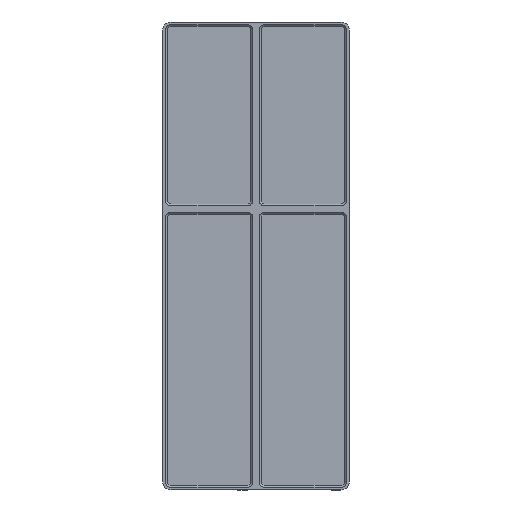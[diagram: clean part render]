
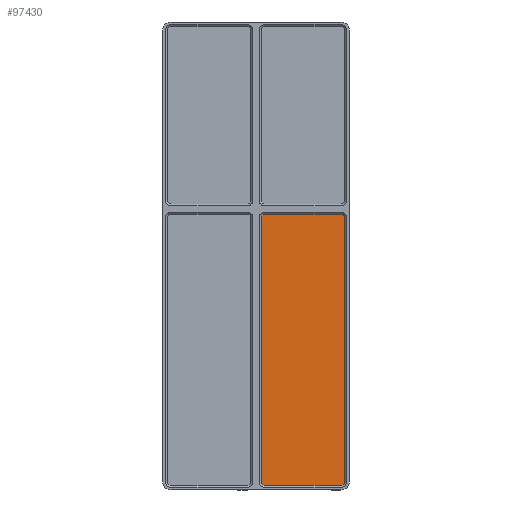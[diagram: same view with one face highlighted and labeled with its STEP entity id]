
A CAD part, top view. The second image highlights one B-rep face of the part: STEP entity #97430.
In plain terms, the highlighted planar face has unit normal (0, 0, 1).
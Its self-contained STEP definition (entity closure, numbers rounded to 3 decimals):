
#95540=CARTESIAN_POINT('',(254.25,206.15,7.));
#95550=VERTEX_POINT('',#95540);
#95580=CARTESIAN_POINT('',(254.25,173.,7.));
#95590=DIRECTION('',(0.,1.,0.));
#95600=VECTOR('',#95590,1.);
#95610=LINE('',#95580,#95600);
#95620=CARTESIAN_POINT('',(254.25,87.85,7.));
#95630=VERTEX_POINT('',#95620);
#95640=EDGE_CURVE('',#95630,#95550,#95610,.T.);
#95940=CARTESIAN_POINT('',(290.15,207.75,7.));
#95950=VERTEX_POINT('',#95940);
#95980=CARTESIAN_POINT('',(257.,207.75,7.));
#95990=DIRECTION('',(1.,0.,0.));
#96000=VECTOR('',#95990,1.);
#96010=LINE('',#95980,#96000);
#96020=CARTESIAN_POINT('',(255.85,207.75,7.));
#96030=VERTEX_POINT('',#96020);
#96040=EDGE_CURVE('',#96030,#95950,#96010,.T.);
#96290=CARTESIAN_POINT('',(255.85,87.85,7.));
#96300=DIRECTION('',(0.,0.,-1.));
#96310=DIRECTION('',(1.,0.,0.));
#96320=AXIS2_PLACEMENT_3D('',#96290,#96300,#96310);
#96330=CIRCLE('',#96320,1.6);
#96340=CARTESIAN_POINT('',(255.85,86.25,7.));
#96350=VERTEX_POINT('',#96340);
#96360=EDGE_CURVE('',#96350,#95630,#96330,.T.);
#96670=CARTESIAN_POINT('',(290.15,86.25,7.));
#96680=VERTEX_POINT('',#96670);
#96710=CARTESIAN_POINT('',(290.15,87.85,7.));
#96720=DIRECTION('',(0.,0.,-1.));
#96730=DIRECTION('',(1.,0.,0.));
#96740=AXIS2_PLACEMENT_3D('',#96710,#96720,#96730);
#96750=CIRCLE('',#96740,1.6);
#96760=CARTESIAN_POINT('',(291.75,87.85,7.));
#96770=VERTEX_POINT('',#96760);
#96780=EDGE_CURVE('',#96770,#96680,#96750,.T.);
#97040=CARTESIAN_POINT('',(273.,189.,7.));
#97050=DIRECTION('',(0.,0.,1.));
#97060=DIRECTION('',(-1.,0.,0.));
#97070=AXIS2_PLACEMENT_3D('',#97040,#97050,#97060);
#97080=PLANE('',#97070);
#97090=ORIENTED_EDGE('',*,*,#96780,.F.);
#97100=CARTESIAN_POINT('',(289.,86.25,7.));
#97110=DIRECTION('',(-1.,0.,0.));
#97120=VECTOR('',#97110,1.);
#97130=LINE('',#97100,#97120);
#97140=EDGE_CURVE('',#96680,#96350,#97130,.T.);
#97150=ORIENTED_EDGE('',*,*,#97140,.F.);
#97160=ORIENTED_EDGE('',*,*,#96360,.F.);
#97170=ORIENTED_EDGE('',*,*,#95640,.F.);
#97180=CARTESIAN_POINT('',(255.85,206.15,7.));
#97190=DIRECTION('',(0.,0.,-1.));
#97200=DIRECTION('',(1.,0.,0.));
#97210=AXIS2_PLACEMENT_3D('',#97180,#97190,#97200);
#97220=CIRCLE('',#97210,1.6);
#97230=EDGE_CURVE('',#95550,#96030,#97220,.T.);
#97240=ORIENTED_EDGE('',*,*,#97230,.F.);
#97250=ORIENTED_EDGE('',*,*,#96040,.F.);
#97260=CARTESIAN_POINT('',(290.15,206.15,7.));
#97270=DIRECTION('',(0.,0.,-1.));
#97280=DIRECTION('',(1.,0.,0.));
#97290=AXIS2_PLACEMENT_3D('',#97260,#97270,#97280);
#97300=CIRCLE('',#97290,1.6);
#97310=CARTESIAN_POINT('',(291.75,206.15,7.));
#97320=VERTEX_POINT('',#97310);
#97330=EDGE_CURVE('',#95950,#97320,#97300,.T.);
#97340=ORIENTED_EDGE('',*,*,#97330,.F.);
#97350=CARTESIAN_POINT('',(291.75,121.,7.));
#97360=DIRECTION('',(0.,-1.,0.));
#97370=VECTOR('',#97360,1.);
#97380=LINE('',#97350,#97370);
#97390=EDGE_CURVE('',#97320,#96770,#97380,.T.);
#97400=ORIENTED_EDGE('',*,*,#97390,.F.);
#97410=EDGE_LOOP('',(#97400,#97340,#97250,#97240,#97170,#97160,#97150,
#97090));
#97420=FACE_OUTER_BOUND('',#97410,.T.);
#97430=ADVANCED_FACE('',(#97420),#97080,.T.);
